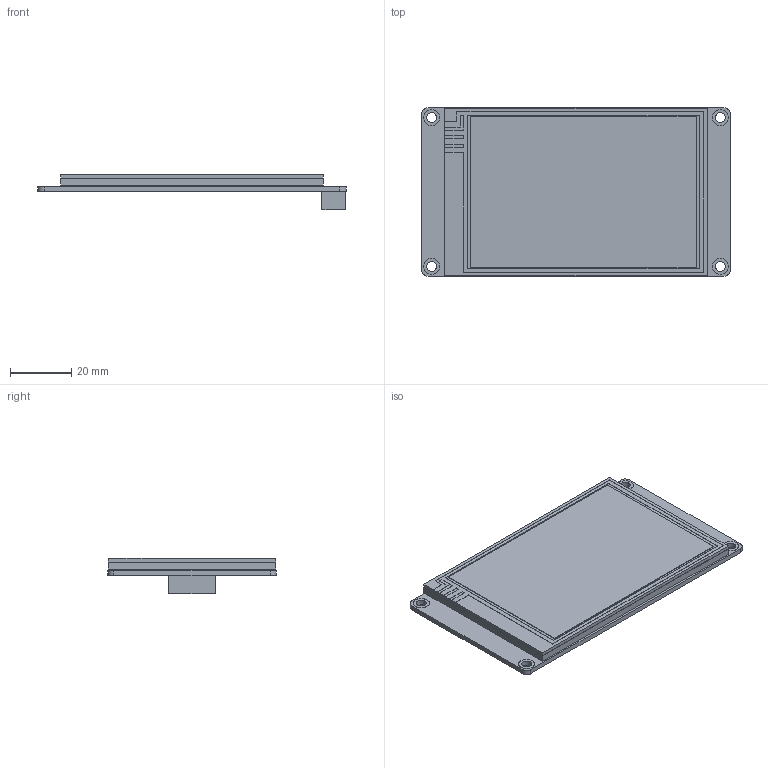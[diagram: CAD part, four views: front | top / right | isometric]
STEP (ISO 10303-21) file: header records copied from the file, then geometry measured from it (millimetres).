
FILE_DESCRIPTION (( 'STEP AP203' ), '1' );
FILE_NAME ('Pantalla Nextion 3.5.STEP', '2018-11-24T15:51:05', ( '' ), ( '' ), 'SwSTEP 2.0', 'SolidWorks 2016', '' );
FILE_SCHEMA (( 'CONFIG_CONTROL_DESIGN' ));
Length unit declared in the file: millimetre
Products named in the file (1): Pantalla Nextion 3.5
Bounding box: 100.5 x 54.94 x 11.65 mm (x, y, z)
Volume: 27299.4 mm3; surface area: 19609.6 mm2
Topology: 1 solids, 1 shells, 151 faces, 374 edges, 244 vertices
Faces by surface type: plane 121, cylinder 30
Entity records: 4513 total; most frequent: CARTESIAN_POINT 770, ORIENTED_EDGE 748, DIRECTION 738, EDGE_CURVE 374, VECTOR 314, LINE 314, VERTEX_POINT 244, AXIS2_PLACEMENT_3D 212
